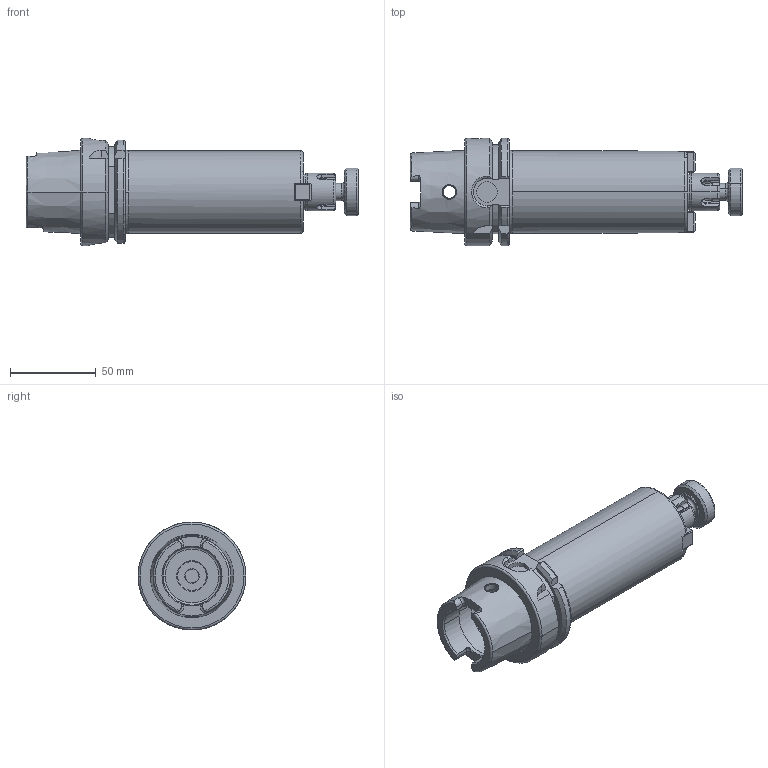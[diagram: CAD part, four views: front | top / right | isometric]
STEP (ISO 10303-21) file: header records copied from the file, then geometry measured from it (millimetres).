
FILE_DESCRIPTION (( 'STEP AP203' ), '1' );
FILE_NAME ('9163A-AS522130.STEP', '2017-09-01T09:24:24', ( '' ), ( '' ), 'SwSTEP 2.0', 'SolidWorks 2009', '' );
FILE_SCHEMA (( 'CONFIG_CONTROL_DESIGN' ));
Length unit declared in the file: millimetre
Products named in the file (8): CCS-M10-22-1 LONG; CCS-M10-22-2; M5X12_DIN 912 M5 x 12 --- 12N; 9163A-AS522130; HSKA63SMS22130TCWW; CCS-M10-22; CCS-M10-22 LONG; KEY 10x12x10 - 22
Assembly tree (9 placements, depth 4):
  9163A-AS522130
    HSKA63SMS22130TCWW
    CCS-M10-22
      CCS-M10-22 LONG
        CCS-M10-22-1 LONG
        CCS-M10-22-2
    M5X12_DIN 912 M5 x 12 --- 12N  x2
    KEY 10x12x10 - 22  x2
Bounding box: 194 x 63 x 63 mm (x, y, z)
Volume: 275660.1 mm3; surface area: 49452.9 mm2
Topology: 7 solids, 7 shells, 394 faces, 981 edges, 599 vertices
Faces by surface type: plane 165, cylinder 101, cone 57, torus 49, bspline 14, sphere 8
Entity records: 13041 total; most frequent: CARTESIAN_POINT 4151, ORIENTED_EDGE 1694, DIRECTION 1666, EDGE_CURVE 847, AXIS2_PLACEMENT_3D 652, VERTEX_POINT 526, EDGE_LOOP 365, VECTOR 362
